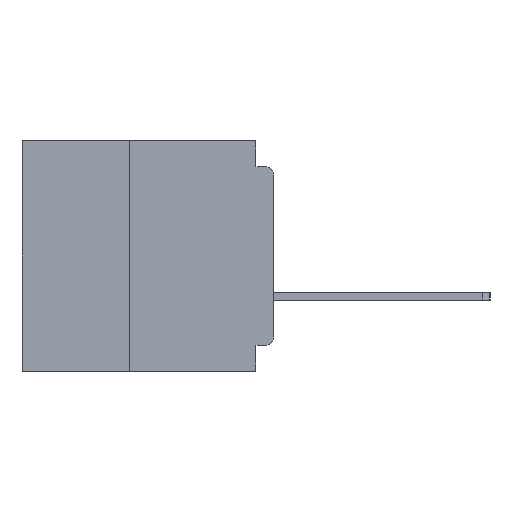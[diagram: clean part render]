
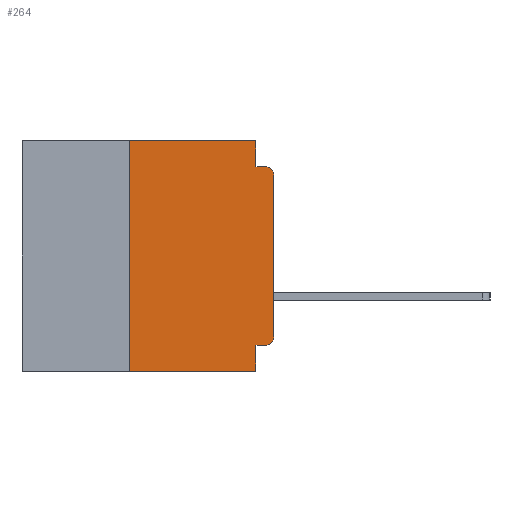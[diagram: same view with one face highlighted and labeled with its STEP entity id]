
A CAD part, left-side view. The second image highlights one B-rep face of the part: STEP entity #264.
In plain terms, the highlighted planar face has unit normal (-1, 0, 0).
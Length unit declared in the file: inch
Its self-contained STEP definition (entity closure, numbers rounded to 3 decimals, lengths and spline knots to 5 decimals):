
#264 = ADVANCED_FACE ( 'NONE', ( #9734 ), #39242, .F. ) ;
#1091 = VERTEX_POINT ( 'NONE', #21108 ) ;
#1286 = LINE ( 'NONE', #1920, #9786 ) ;
#1505 = DIRECTION ( 'NONE',  ( 0., 1., 0. ) ) ;
#1920 = CARTESIAN_POINT ( 'NONE',  ( 0., 0., 0. ) ) ;
#3655 = DIRECTION ( 'NONE',  ( 0., -1., 0. ) ) ;
#3720 = CARTESIAN_POINT ( 'NONE',  ( 0., 0.031, -0.355 ) ) ;
#3981 = CARTESIAN_POINT ( 'NONE',  ( 0., 0., -0.06 ) ) ;
#4618 = EDGE_CURVE ( 'NONE', #10394, #24459, #45052, .T. ) ;
#4862 = CARTESIAN_POINT ( 'NONE',  ( 0., 0.015, -0.06 ) ) ;
#5151 = AXIS2_PLACEMENT_3D ( 'NONE', #36612, #15229, #40159 ) ;
#5235 = EDGE_CURVE ( 'NONE', #18469, #24459, #45561, .T. ) ;
#5560 = CARTESIAN_POINT ( 'NONE',  ( 0., 0.031, -0.4 ) ) ;
#6106 = DIRECTION ( 'NONE',  ( 0., 0., -1. ) ) ;
#6410 = DIRECTION ( 'NONE',  ( -1., 0., 0. ) ) ;
#6811 = CARTESIAN_POINT ( 'NONE',  ( 0., 0., -0.045 ) ) ;
#6922 = DIRECTION ( 'NONE',  ( 0., -1., 0. ) ) ;
#7343 = ORIENTED_EDGE ( 'NONE', *, *, #5235, .T. ) ;
#9338 = VERTEX_POINT ( 'NONE', #39737 ) ;
#9734 = FACE_OUTER_BOUND ( 'NONE', #10189, .T. ) ;
#9786 = VECTOR ( 'NONE', #34186, 39.37008 ) ;
#9859 = VERTEX_POINT ( 'NONE', #26938 ) ;
#10189 = EDGE_LOOP ( 'NONE', ( #37742, #7343, #17422, #39765, #12466, #34827, #43757, #37663, #23683, #10963 ) ) ;
#10394 = VERTEX_POINT ( 'NONE', #13449 ) ;
#10773 = CARTESIAN_POINT ( 'NONE',  ( 0., 0.437, -0.4 ) ) ;
#10963 = ORIENTED_EDGE ( 'NONE', *, *, #19176, .T. ) ;
#12466 = ORIENTED_EDGE ( 'NONE', *, *, #23518, .F. ) ;
#13029 = EDGE_CURVE ( 'NONE', #1091, #18021, #46156, .T. ) ;
#13449 = CARTESIAN_POINT ( 'NONE',  ( 0., 0.031, -0.045 ) ) ;
#13531 = CIRCLE ( 'NONE', #5151, 0.015 ) ;
#14362 = DIRECTION ( 'NONE',  ( 0., -1., 0. ) ) ;
#14778 = CARTESIAN_POINT ( 'NONE',  ( 0., 0.031, 0. ) ) ;
#14914 = CARTESIAN_POINT ( 'NONE',  ( 0., 0.437, 0. ) ) ;
#15229 = DIRECTION ( 'NONE',  ( -1., 0., 0. ) ) ;
#16001 = LINE ( 'NONE', #14778, #43297 ) ;
#16680 = VECTOR ( 'NONE', #6922, 39.37008 ) ;
#17422 = ORIENTED_EDGE ( 'NONE', *, *, #4618, .F. ) ;
#17750 = VECTOR ( 'NONE', #14362, 39.37008 ) ;
#18021 = VERTEX_POINT ( 'NONE', #33590 ) ;
#18469 = VERTEX_POINT ( 'NONE', #3981 ) ;
#18902 = EDGE_CURVE ( 'NONE', #1091, #9859, #43627, .T. ) ;
#19176 = EDGE_CURVE ( 'NONE', #39320, #36765, #13531, .T. ) ;
#20492 = CARTESIAN_POINT ( 'NONE',  ( 0., 0.25, -0.4 ) ) ;
#21108 = CARTESIAN_POINT ( 'NONE',  ( 0., 0.25, -0.4 ) ) ;
#21264 = LINE ( 'NONE', #5560, #28599 ) ;
#22005 = VERTEX_POINT ( 'NONE', #3720 ) ;
#22078 = LINE ( 'NONE', #25090, #23204 ) ;
#23204 = VECTOR ( 'NONE', #3655, 39.37008 ) ;
#23518 = EDGE_CURVE ( 'NONE', #9859, #9338, #22078, .T. ) ;
#23683 = ORIENTED_EDGE ( 'NONE', *, *, #39419, .F. ) ;
#24459 = VERTEX_POINT ( 'NONE', #26754 ) ;
#24671 = VECTOR ( 'NONE', #34911, 39.37008 ) ;
#25090 = CARTESIAN_POINT ( 'NONE',  ( 0., 0.437, 0. ) ) ;
#25245 = LINE ( 'NONE', #30190, #41975 ) ;
#26323 = EDGE_CURVE ( 'NONE', #36765, #18469, #1286, .T. ) ;
#26754 = CARTESIAN_POINT ( 'NONE',  ( 0., 0.015, -0.045 ) ) ;
#26938 = CARTESIAN_POINT ( 'NONE',  ( 0., 0.25, 0. ) ) ;
#26973 = DIRECTION ( 'NONE',  ( 0., 0., -1. ) ) ;
#28030 = EDGE_CURVE ( 'NONE', #22005, #18021, #21264, .T. ) ;
#28599 = VECTOR ( 'NONE', #26973, 39.37008 ) ;
#29573 = CARTESIAN_POINT ( 'NONE',  ( 0., 0.015, -0.355 ) ) ;
#30190 = CARTESIAN_POINT ( 'NONE',  ( 0., 0., -0.355 ) ) ;
#31781 = DIRECTION ( 'NONE',  ( 0., 0., -1. ) ) ;
#32049 = DIRECTION ( 'NONE',  ( 1., 0., 0. ) ) ;
#33590 = CARTESIAN_POINT ( 'NONE',  ( 0., 0.031, -0.4 ) ) ;
#34186 = DIRECTION ( 'NONE',  ( 0., 0., 1. ) ) ;
#34396 = EDGE_CURVE ( 'NONE', #9338, #10394, #16001, .T. ) ;
#34827 = ORIENTED_EDGE ( 'NONE', *, *, #18902, .F. ) ;
#34911 = DIRECTION ( 'NONE',  ( 0., 0., 1. ) ) ;
#35904 = AXIS2_PLACEMENT_3D ( 'NONE', #14914, #32049, #31781 ) ;
#36320 = DIRECTION ( 'NONE',  ( 0., 0., -1. ) ) ;
#36612 = CARTESIAN_POINT ( 'NONE',  ( 0., 0.015, -0.34 ) ) ;
#36765 = VERTEX_POINT ( 'NONE', #40391 ) ;
#37663 = ORIENTED_EDGE ( 'NONE', *, *, #28030, .F. ) ;
#37742 = ORIENTED_EDGE ( 'NONE', *, *, #26323, .T. ) ;
#39242 = PLANE ( 'NONE',  #35904 ) ;
#39320 = VERTEX_POINT ( 'NONE', #29573 ) ;
#39419 = EDGE_CURVE ( 'NONE', #39320, #22005, #25245, .T. ) ;
#39737 = CARTESIAN_POINT ( 'NONE',  ( 0., 0.031, 0. ) ) ;
#39765 = ORIENTED_EDGE ( 'NONE', *, *, #34396, .F. ) ;
#40159 = DIRECTION ( 'NONE',  ( 0., 0., -1. ) ) ;
#40391 = CARTESIAN_POINT ( 'NONE',  ( 0., 0., -0.34 ) ) ;
#41975 = VECTOR ( 'NONE', #1505, 39.37008 ) ;
#42270 = AXIS2_PLACEMENT_3D ( 'NONE', #4862, #6410, #6106 ) ;
#43297 = VECTOR ( 'NONE', #36320, 39.37008 ) ;
#43627 = LINE ( 'NONE', #20492, #24671 ) ;
#43757 = ORIENTED_EDGE ( 'NONE', *, *, #13029, .T. ) ;
#45052 = LINE ( 'NONE', #6811, #16680 ) ;
#45561 = CIRCLE ( 'NONE', #42270, 0.015 ) ;
#46156 = LINE ( 'NONE', #10773, #17750 ) ;
